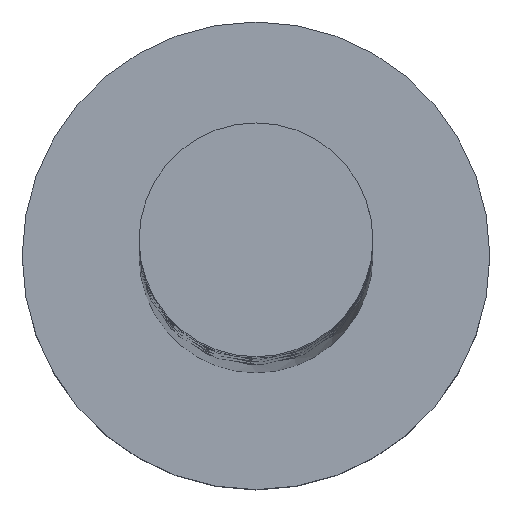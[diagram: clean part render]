
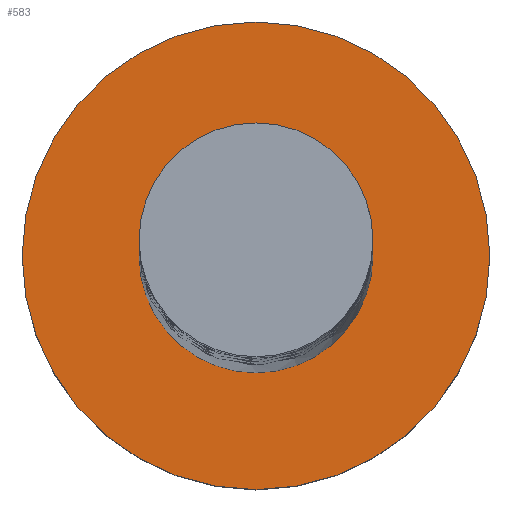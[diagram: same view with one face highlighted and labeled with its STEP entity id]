
A CAD part, top view. The second image highlights one B-rep face of the part: STEP entity #583.
In plain terms, the highlighted planar face has unit normal (0, 0, 1).
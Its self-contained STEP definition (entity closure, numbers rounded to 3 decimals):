
#15 = CARTESIAN_POINT ( 'NONE',  ( 2.5, 0., 2. ) ) ;
#66 = DIRECTION ( 'NONE',  ( 1., 0., 0. ) ) ;
#102 = CARTESIAN_POINT ( 'NONE',  ( 0., 0., 2. ) ) ;
#136 = EDGE_CURVE ( 'NONE', #729, #1230, #637, .T. ) ;
#181 = DIRECTION ( 'NONE',  ( 0., 0., 1. ) ) ;
#228 = CARTESIAN_POINT ( 'NONE',  ( 0., 0., 2. ) ) ;
#258 = EDGE_LOOP ( 'NONE', ( #1330, #1074 ) ) ;
#272 = CARTESIAN_POINT ( 'NONE',  ( -1.25, 0., 2. ) ) ;
#288 = DIRECTION ( 'NONE',  ( 1., 0., 0. ) ) ;
#309 = CIRCLE ( 'NONE', #1434, 1.25 ) ;
#349 = CIRCLE ( 'NONE', #1390, 1.25 ) ;
#452 = DIRECTION ( 'NONE',  ( 1., 0., 0. ) ) ;
#453 = VERTEX_POINT ( 'NONE', #272 ) ;
#460 = DIRECTION ( 'NONE',  ( 1., 0., 0. ) ) ;
#558 = CARTESIAN_POINT ( 'NONE',  ( 0., 0., 2. ) ) ;
#565 = DIRECTION ( 'NONE',  ( 0., 0., 1. ) ) ;
#583 = ADVANCED_FACE ( 'NONE', ( #978, #1324 ), #773, .T. ) ;
#597 = AXIS2_PLACEMENT_3D ( 'NONE', #1028, #1484, #452 ) ;
#637 = CIRCLE ( 'NONE', #1189, 2.5 ) ;
#656 = CARTESIAN_POINT ( 'NONE',  ( -2.5, 0., 2. ) ) ;
#679 = EDGE_CURVE ( 'NONE', #453, #686, #309, .T. ) ;
#686 = VERTEX_POINT ( 'NONE', #1382 ) ;
#710 = EDGE_LOOP ( 'NONE', ( #723, #1470 ) ) ;
#723 = ORIENTED_EDGE ( 'NONE', *, *, #679, .F. ) ;
#729 = VERTEX_POINT ( 'NONE', #15 ) ;
#773 = PLANE ( 'NONE',  #1483 ) ;
#799 = DIRECTION ( 'NONE',  ( 1., 0., 0. ) ) ;
#978 = FACE_BOUND ( 'NONE', #710, .T. ) ;
#1028 = CARTESIAN_POINT ( 'NONE',  ( 0., 0., 2. ) ) ;
#1074 = ORIENTED_EDGE ( 'NONE', *, *, #136, .T. ) ;
#1158 = EDGE_CURVE ( 'NONE', #686, #453, #349, .T. ) ;
#1189 = AXIS2_PLACEMENT_3D ( 'NONE', #102, #565, #799 ) ;
#1223 = DIRECTION ( 'NONE',  ( 0., 0., 1. ) ) ;
#1230 = VERTEX_POINT ( 'NONE', #656 ) ;
#1233 = CARTESIAN_POINT ( 'NONE',  ( 0., 0., 2. ) ) ;
#1250 = CIRCLE ( 'NONE', #597, 2.5 ) ;
#1324 = FACE_OUTER_BOUND ( 'NONE', #258, .T. ) ;
#1330 = ORIENTED_EDGE ( 'NONE', *, *, #1383, .T. ) ;
#1382 = CARTESIAN_POINT ( 'NONE',  ( 1.25, 0., 2. ) ) ;
#1383 = EDGE_CURVE ( 'NONE', #1230, #729, #1250, .T. ) ;
#1390 = AXIS2_PLACEMENT_3D ( 'NONE', #558, #181, #288 ) ;
#1396 = DIRECTION ( 'NONE',  ( 0., 0., 1. ) ) ;
#1434 = AXIS2_PLACEMENT_3D ( 'NONE', #228, #1396, #460 ) ;
#1470 = ORIENTED_EDGE ( 'NONE', *, *, #1158, .F. ) ;
#1483 = AXIS2_PLACEMENT_3D ( 'NONE', #1233, #1223, #66 ) ;
#1484 = DIRECTION ( 'NONE',  ( 0., 0., 1. ) ) ;
